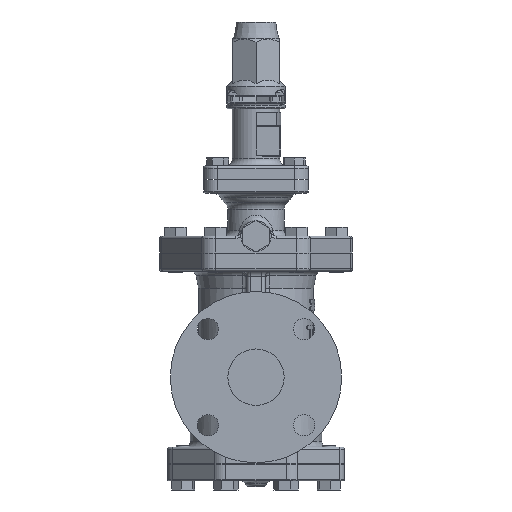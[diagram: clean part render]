
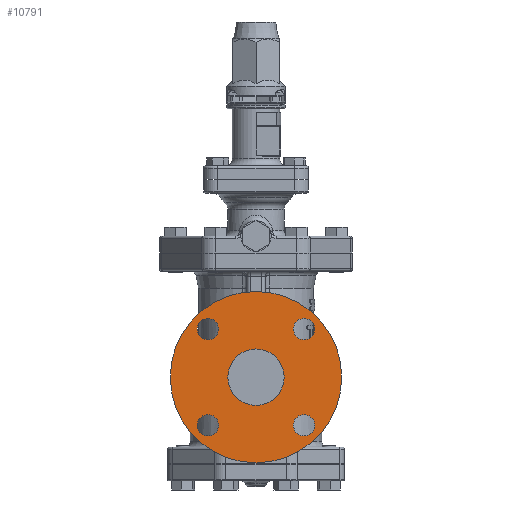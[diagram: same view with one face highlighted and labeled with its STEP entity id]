
A CAD part, left-side view. The second image highlights one B-rep face of the part: STEP entity #10791.
In plain terms, the highlighted planar face has unit normal (-1, 0, 0).
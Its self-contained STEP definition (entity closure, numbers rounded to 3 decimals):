
#2077=FACE_BOUND('',#3207,.T.);
#2078=FACE_BOUND('',#3208,.T.);
#2079=FACE_BOUND('',#3209,.T.);
#2080=FACE_BOUND('',#3210,.T.);
#2081=FACE_BOUND('',#3211,.T.);
#2179=PLANE('',#11520);
#2478=FACE_OUTER_BOUND('',#3206,.T.);
#3206=EDGE_LOOP('',(#7489));
#3207=EDGE_LOOP('',(#7490));
#3208=EDGE_LOOP('',(#7491));
#3209=EDGE_LOOP('',(#7492));
#3210=EDGE_LOOP('',(#7493));
#3211=EDGE_LOOP('',(#7494));
#4211=CIRCLE('',#11507,9.5);
#4212=CIRCLE('',#11509,9.5);
#4213=CIRCLE('',#11511,9.5);
#4214=CIRCLE('',#11513,25.);
#4216=CIRCLE('',#11517,9.5);
#4217=CIRCLE('',#11519,76.);
#4803=VERTEX_POINT('',#17252);
#4804=VERTEX_POINT('',#17255);
#4805=VERTEX_POINT('',#17258);
#4806=VERTEX_POINT('',#17261);
#4808=VERTEX_POINT('',#17267);
#4809=VERTEX_POINT('',#17270);
#5832=EDGE_CURVE('',#4803,#4803,#4211,.T.);
#5833=EDGE_CURVE('',#4804,#4804,#4212,.T.);
#5834=EDGE_CURVE('',#4805,#4805,#4213,.T.);
#5835=EDGE_CURVE('',#4806,#4806,#4214,.T.);
#5837=EDGE_CURVE('',#4808,#4808,#4216,.T.);
#5838=EDGE_CURVE('',#4809,#4809,#4217,.T.);
#7489=ORIENTED_EDGE('',*,*,#5838,.F.);
#7490=ORIENTED_EDGE('',*,*,#5832,.T.);
#7491=ORIENTED_EDGE('',*,*,#5833,.T.);
#7492=ORIENTED_EDGE('',*,*,#5834,.T.);
#7493=ORIENTED_EDGE('',*,*,#5835,.T.);
#7494=ORIENTED_EDGE('',*,*,#5837,.T.);
#10791=ADVANCED_FACE('',(#2478,#2077,#2078,#2079,#2080,#2081),#2179,.F.);
#11507=AXIS2_PLACEMENT_3D('',#17253,#12723,#12724);
#11509=AXIS2_PLACEMENT_3D('',#17256,#12727,#12728);
#11511=AXIS2_PLACEMENT_3D('',#17259,#12731,#12732);
#11513=AXIS2_PLACEMENT_3D('',#17262,#12735,#12736);
#11517=AXIS2_PLACEMENT_3D('',#17268,#12743,#12744);
#11519=AXIS2_PLACEMENT_3D('',#17271,#12747,#12748);
#11520=AXIS2_PLACEMENT_3D('',#17272,#12749,#12750);
#12723=DIRECTION('center_axis',(1.,0.,0.));
#12724=DIRECTION('ref_axis',(0.,-1.,0.));
#12727=DIRECTION('center_axis',(1.,0.,0.));
#12728=DIRECTION('ref_axis',(0.,0.,1.));
#12731=DIRECTION('center_axis',(1.,0.,0.));
#12732=DIRECTION('ref_axis',(0.,1.,0.));
#12735=DIRECTION('center_axis',(1.,0.,0.));
#12736=DIRECTION('ref_axis',(0.,0.,-1.));
#12743=DIRECTION('center_axis',(1.,0.,0.));
#12744=DIRECTION('ref_axis',(0.,0.,-1.));
#12747=DIRECTION('center_axis',(1.,0.,0.));
#12748=DIRECTION('ref_axis',(0.,0.,1.));
#12749=DIRECTION('center_axis',(1.,0.,0.));
#12750=DIRECTION('ref_axis',(0.,0.,-1.));
#17252=CARTESIAN_POINT('',(-123.5,33.139,-42.639));
#17253=CARTESIAN_POINT('Origin',(-123.5,42.639,-42.639));
#17255=CARTESIAN_POINT('',(-123.5,-42.639,-33.139));
#17256=CARTESIAN_POINT('Origin',(-123.5,-42.639,-42.639));
#17258=CARTESIAN_POINT('',(-123.5,-33.139,42.639));
#17259=CARTESIAN_POINT('Origin',(-123.5,-42.639,42.639));
#17261=CARTESIAN_POINT('',(-123.5,0.,-25.));
#17262=CARTESIAN_POINT('Origin',(-123.5,0.,0.));
#17267=CARTESIAN_POINT('',(-123.5,42.639,33.139));
#17268=CARTESIAN_POINT('Origin',(-123.5,42.639,42.639));
#17270=CARTESIAN_POINT('',(-123.5,0.,-76.));
#17271=CARTESIAN_POINT('Origin',(-123.5,0.,0.));
#17272=CARTESIAN_POINT('Origin',(-123.5,0.,0.));
